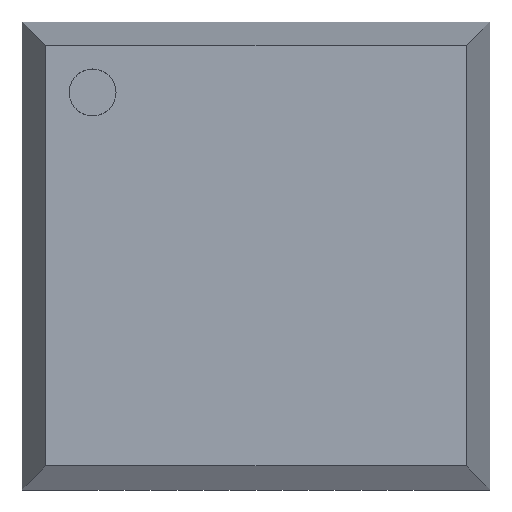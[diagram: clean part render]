
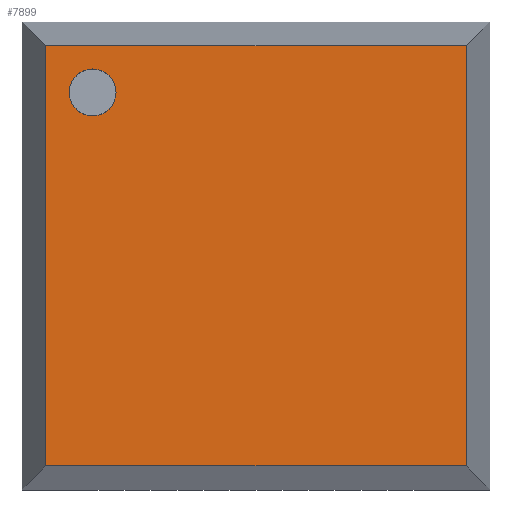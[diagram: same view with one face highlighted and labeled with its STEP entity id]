
A CAD part, top view. The second image highlights one B-rep face of the part: STEP entity #7899.
In plain terms, the highlighted planar face has unit normal (0, 0, 1).
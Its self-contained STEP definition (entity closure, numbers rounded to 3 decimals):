
#18=FACE_BOUND($,#988,.T.);
#32=CIRCLE($,#8444,0.5);
#535=FACE_OUTER_BOUND($,#987,.T.);
#987=EDGE_LOOP($,(#7004,#7005,#7006,#7007));
#988=EDGE_LOOP($,(#7008));
#2038=LINE($,#12651,#3090);
#2041=LINE($,#12657,#3093);
#2043=LINE($,#12660,#3095);
#2044=LINE($,#12662,#3096);
#3090=VECTOR($,#10416,8.984);
#3093=VECTOR($,#10421,8.984);
#3095=VECTOR($,#10425,8.984);
#3096=VECTOR($,#10428,8.984);
#3801=VERTEX_POINT($,#12642);
#3803=VERTEX_POINT($,#12648);
#3804=VERTEX_POINT($,#12650);
#3805=VERTEX_POINT($,#12654);
#3806=VERTEX_POINT($,#12656);
#4865=EDGE_CURVE($,#3801,#3801,#32,.T.);
#4868=EDGE_CURVE($,#3804,#3803,#2038,.T.);
#4871=EDGE_CURVE($,#3806,#3805,#2041,.T.);
#4873=EDGE_CURVE($,#3803,#3806,#2043,.T.);
#4874=EDGE_CURVE($,#3805,#3804,#2044,.T.);
#7004=ORIENTED_EDGE($,*,*,#4868,.T.);
#7005=ORIENTED_EDGE($,*,*,#4873,.T.);
#7006=ORIENTED_EDGE($,*,*,#4871,.T.);
#7007=ORIENTED_EDGE($,*,*,#4874,.T.);
#7008=ORIENTED_EDGE($,*,*,#4865,.T.);
#7451=PLANE($,#8451);
#7899=ADVANCED_FACE($,(#535,#18),#7451,.T.);
#8444=AXIS2_PLACEMENT_3D($,#12643,#10407,#10408);
#8451=AXIS2_PLACEMENT_3D($,#12663,#10429,#10430);
#10407=DIRECTION('center_axis',(0.,0.,-1.));
#10408=DIRECTION('ref_axis',(-1.,0.,0.));
#10416=DIRECTION($,(0.,1.,0.));
#10421=DIRECTION($,(0.,-1.,0.));
#10425=DIRECTION($,(-1.,0.,0.));
#10428=DIRECTION($,(1.,0.,0.));
#10429=DIRECTION('center_axis',(0.,0.,1.));
#10430=DIRECTION('ref_axis',(0.,-1.,0.));
#12642=CARTESIAN_POINT('',(-3.992,3.492,4.4));
#12643=CARTESIAN_POINT('Origin',(-3.492,3.492,4.4));
#12648=CARTESIAN_POINT('',(4.492,4.492,4.4));
#12650=CARTESIAN_POINT('',(4.492,-4.492,4.4));
#12651=CARTESIAN_POINT($,(4.492,-2.75,4.4));
#12654=CARTESIAN_POINT('',(-4.492,-4.492,4.4));
#12656=CARTESIAN_POINT('',(-4.492,4.492,4.4));
#12657=CARTESIAN_POINT($,(-4.492,-2.75,4.4));
#12660=CARTESIAN_POINT($,(-2.75,4.492,4.4));
#12662=CARTESIAN_POINT($,(-2.75,-4.492,4.4));
#12663=CARTESIAN_POINT('Origin',(0.,0.,4.4));
